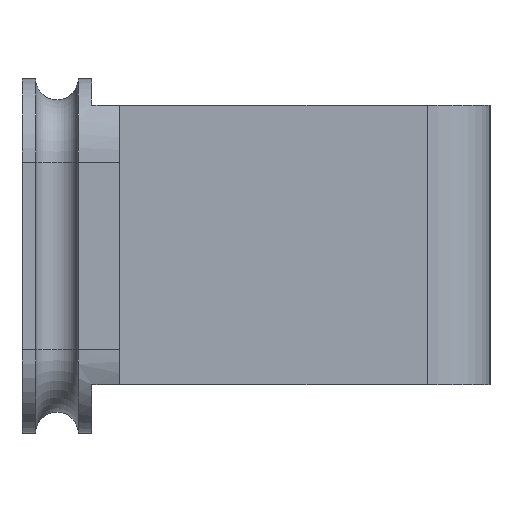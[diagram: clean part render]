
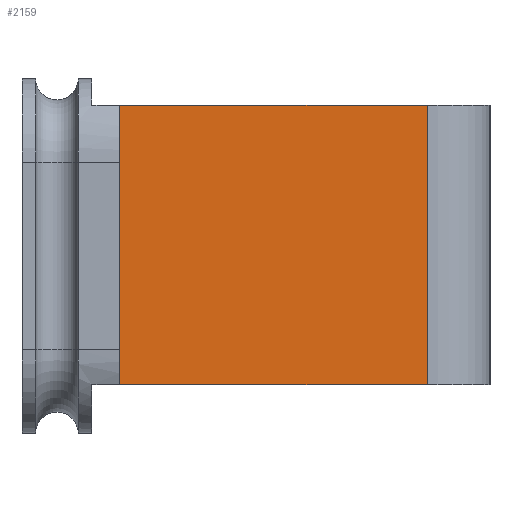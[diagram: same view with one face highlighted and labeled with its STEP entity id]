
A CAD part, left-side view. The second image highlights one B-rep face of the part: STEP entity #2159.
In plain terms, the highlighted planar face has unit normal (-1, 0, 0).
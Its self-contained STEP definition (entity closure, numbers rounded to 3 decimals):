
#1101=CARTESIAN_POINT('',(155.455,138.678,1.75));
#1102=VERTEX_POINT('',#1101);
#1133=CARTESIAN_POINT('',(155.455,127.678,1.75));
#1134=VERTEX_POINT('',#1133);
#1142=CARTESIAN_POINT('',(155.455,138.678,1.75));
#1143=DIRECTION('',(0.0,-1.0,0.0));
#1144=VECTOR('',#1143,11.);
#1145=LINE('',#1142,#1144);
#1146=EDGE_CURVE('',#1102,#1134,#1145,.T.);
#1202=CARTESIAN_POINT('',(155.455,138.678,11.75));
#1203=VERTEX_POINT('',#1202);
#1212=CARTESIAN_POINT('',(155.455,127.678,11.75));
#1213=VERTEX_POINT('',#1212);
#1214=CARTESIAN_POINT('',(155.455,127.678,11.75));
#1215=DIRECTION('',(0.0,1.0,0.0));
#1216=VECTOR('',#1215,11.);
#1217=LINE('',#1214,#1216);
#1218=EDGE_CURVE('',#1213,#1203,#1217,.T.);
#2055=CARTESIAN_POINT('',(155.455,138.678,1.75));
#2056=DIRECTION('',(0.0,0.0,1.0));
#2057=VECTOR('',#2056,10.);
#2058=LINE('',#2055,#2057);
#2059=EDGE_CURVE('',#1102,#1203,#2058,.T.);
#2139=CARTESIAN_POINT('',(155.455,127.678,1.75));
#2140=DIRECTION('',(0.0,0.0,1.0));
#2141=VECTOR('',#2140,10.);
#2142=LINE('',#2139,#2141);
#2143=EDGE_CURVE('',#1134,#1213,#2142,.T.);
#2148=CARTESIAN_POINT('',(155.455,127.678,0.0));
#2149=DIRECTION('',(-1.0,0.0,0.0));
#2150=DIRECTION('',(0.0,0.0,1.0));
#2151=AXIS2_PLACEMENT_3D('',#2148,#2149,#2150);
#2152=PLANE('',#2151);
#2153=ORIENTED_EDGE('',*,*,#1146,.T.);
#2154=ORIENTED_EDGE('',*,*,#2143,.T.);
#2155=ORIENTED_EDGE('',*,*,#1218,.T.);
#2156=ORIENTED_EDGE('',*,*,#2059,.F.);
#2157=EDGE_LOOP('',(#2153,#2154,#2155,#2156));
#2158=FACE_OUTER_BOUND('',#2157,.T.);
#2159=ADVANCED_FACE('',(#2158),#2152,.T.);
